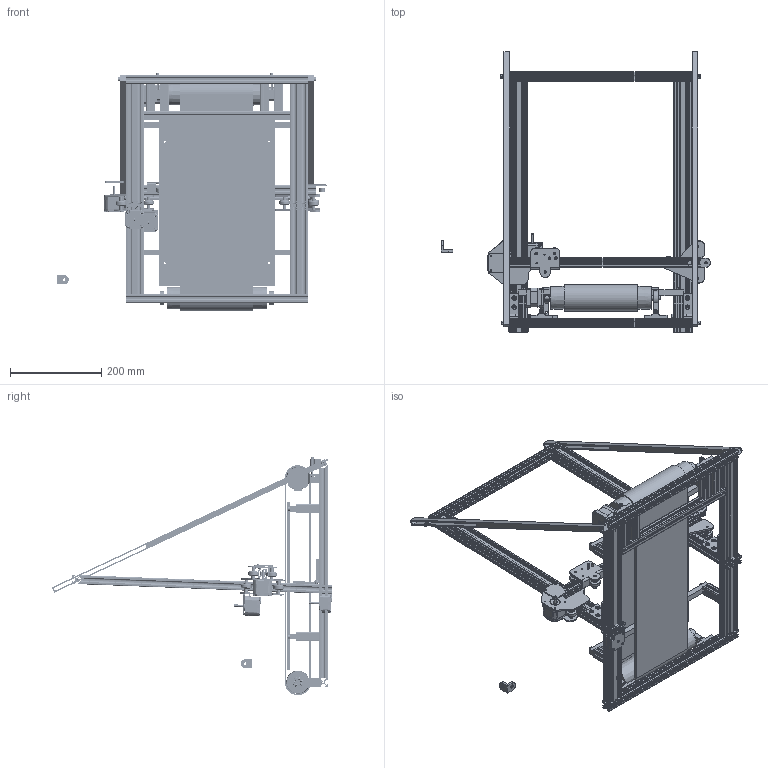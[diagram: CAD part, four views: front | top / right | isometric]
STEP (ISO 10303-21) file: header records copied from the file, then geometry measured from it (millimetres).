
FILE_DESCRIPTION(/* description */ (''),/* implementation_level */ '2;1');
FILE_NAME(/* name */ 'MK_IV_ASS.stp',/* time_stamp */ '2018-10-22T08:40:53-04:00',/* author */ ('Engineering1'),/* organization */ (''),/* preprocessor_version */ 'ST-DEVELOPER v16.5',/* originating_system */ 'Autodesk Inventor 2017',/* authorisation */ '');
FILE_SCHEMA (('AUTOMOTIVE_DESIGN { 1 0 10303 214 3 1 1 }'));
Length unit declared in the file: inch
Products named in the file (34): MK_IV_ASS; PRINTER_ASSEMBLY; ROLLING_BEARING_BLOCK; bearing; ROLLING_MOTOR_BLOCK; MP1872-Stepper_Motor_NEMA17; FRONT_DRUM_AXLE; DRUM_MOTOR_BUSHING; BACK_DRUM_AXLE; FRONT_DRUM; C_CHANNEL_STOCK; C_CHANNEL_60mm; APM3N_CPY; TENSIONING_BLOCK; CR-10-ASSY; BRACKET_P1; BRACKET_P2; SUPPORT_BAR; PLATE; PLATE_STRUT; C_CHANNEL_30mm; DIN 6912 - M5 x 10; BS 4183 - M5 x 10; BS 4183 - M5 x 8; BS 4183 - M5 x 6; CSN 02 1146 - M5 x 45; AS 1112 - M5  Type 5; AS 1420 - 1973 - M5 x 10; DIN 6912 - M6 x 10; CONVEYOR_BELT; ANSI B18.3 - No. 8 - 32 UNC - 2 HS HCS; DIN 439 - M5; CSN 02 1143 - M5 x 20; RIGHT_ANGLE
Assembly tree (94 placements, depth 2):
  MK_IV_ASS
    PRINTER_ASSEMBLY
    APM3N_CPY  x12
    bearing  x3
    ROLLING_BEARING_BLOCK  x3
    ROLLING_MOTOR_BLOCK
    MP1872-Stepper_Motor_NEMA17
    FRONT_DRUM_AXLE
    FRONT_DRUM  x2
    DRUM_MOTOR_BUSHING
    BACK_DRUM_AXLE
    C_CHANNEL_STOCK
    C_CHANNEL_60mm  x4
    TENSIONING_BLOCK  x2
    CR-10-ASSY
    BRACKET_P2  x2
    BRACKET_P1  x2
    SUPPORT_BAR  x2
    CSN 02 1143 - M5 x 20  x4
    PLATE
    PLATE_STRUT  x2
    C_CHANNEL_30mm  x4
    DIN 6912 - M5 x 10  x12
    BS 4183 - M5 x 10  x2
    BS 4183 - M5 x 8  x4
    BS 4183 - M5 x 6  x10
    CSN 02 1146 - M5 x 45  x2
    AS 1112 - M5  Type 5  x2
    AS 1420 - 1973 - M5 x 10  x4
    DIN 6912 - M6 x 10  x2
    CONVEYOR_BELT
    ANSI B18.3 - No. 8 - 32 UNC - 2 HS HCS  x2
    DIN 439 - M5
    RIGHT_ANGLE
Bounding box: 589.98 x 614.33 x 522.56 mm (x, y, z)
Volume: 3869932.1 mm3; surface area: 1957614.8 mm2
Topology: 168 solids, 168 shells, 3981 faces, 10264 edges, 6681 vertices
Faces by surface type: plane 2340, cylinder 1157, cone 307, torus 68, sphere 55, bspline 54
Full cylindrical faces by diameter (mm): 0.965 x16, 2.5 x18, 2.642 x2, 3 x26, 3.25 x6, 3.5 x8, 4 x27, 4.019 x16, 4.134 x3, 4.166 x2, 4.25 x8, 4.293 x14, 4.445 x4, 4.51 x4, 4.567 x2, 4.572 x10, 4.762 x2, 4.978 x2, 4.991 x8, 5 x76, 5.25 x18, 5.499 x16, 5.5 x2, 5.8 x12, 6 x2, 6.858 x2, 6.985 x2, 7.112 x2, 7.938 x2, 8 x3
Entity records: 102422 total; most frequent: CARTESIAN_POINT 34439, DIRECTION 14164, ORIENTED_EDGE 13156, EDGE_CURVE 6578, AXIS2_PLACEMENT_3D 5115, VERTEX_POINT 4496, LINE 3934, VECTOR 3934
